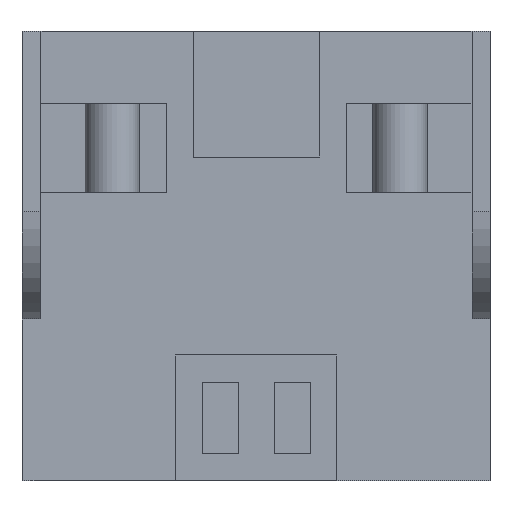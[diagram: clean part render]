
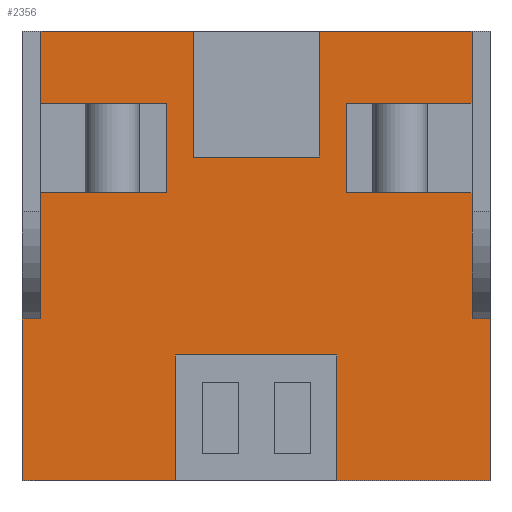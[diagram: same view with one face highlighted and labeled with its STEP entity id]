
A CAD part, front view. The second image highlights one B-rep face of the part: STEP entity #2356.
In plain terms, the highlighted planar face has unit normal (0, -1, 0).
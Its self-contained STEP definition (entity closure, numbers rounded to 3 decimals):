
#200=FACE_OUTER_BOUND($,#334,.T.);
#334=EDGE_LOOP($,(#2055,#2056,#2057,#2058,#2059,#2060,#2061,#2062,#2063,
#2064,#2065,#2066,#2067,#2068,#2069,#2070,#2071,#2072,#2073,#2074,#2075,
#2076,#2077,#2078));
#357=LINE($,#3133,#663);
#369=LINE($,#3166,#675);
#371=LINE($,#3173,#677);
#375=LINE($,#3186,#681);
#381=LINE($,#3200,#687);
#385=LINE($,#3207,#691);
#391=LINE($,#3218,#697);
#394=LINE($,#3225,#700);
#409=LINE($,#3254,#715);
#550=LINE($,#3583,#856);
#559=LINE($,#3602,#865);
#568=LINE($,#3619,#874);
#608=LINE($,#3702,#914);
#613=LINE($,#3711,#919);
#614=LINE($,#3715,#920);
#618=LINE($,#3723,#924);
#623=LINE($,#3733,#929);
#625=LINE($,#3736,#931);
#626=LINE($,#3738,#932);
#627=LINE($,#3740,#933);
#628=LINE($,#3742,#934);
#629=LINE($,#3743,#935);
#630=LINE($,#3744,#936);
#631=LINE($,#3745,#937);
#663=VECTOR($,#2529,7.);
#675=VECTOR($,#2553,7.);
#677=VECTOR($,#2559,7.);
#681=VECTOR($,#2569,7.);
#687=VECTOR($,#2583,5.);
#691=VECTOR($,#2589,5.);
#697=VECTOR($,#2599,7.);
#700=VECTOR($,#2604,4.);
#715=VECTOR($,#2623,7.);
#856=VECTOR($,#2920,7.);
#865=VECTOR($,#2937,7.);
#874=VECTOR($,#2954,8.5);
#914=VECTOR($,#3024,9.);
#919=VECTOR($,#3031,8.5);
#920=VECTOR($,#3034,7.);
#924=VECTOR($,#3040,9.);
#929=VECTOR($,#3049,7.);
#931=VECTOR($,#3053,4.);
#932=VECTOR($,#3054,7.);
#933=VECTOR($,#3055,1.);
#934=VECTOR($,#3056,9.);
#935=VECTOR($,#3057,8.5);
#936=VECTOR($,#3058,8.5);
#937=VECTOR($,#3059,1.);
#969=VERTEX_POINT($,#3130);
#970=VERTEX_POINT($,#3132);
#984=VERTEX_POINT($,#3163);
#985=VERTEX_POINT($,#3165);
#987=VERTEX_POINT($,#3171);
#988=VERTEX_POINT($,#3172);
#993=VERTEX_POINT($,#3184);
#994=VERTEX_POINT($,#3185);
#1003=VERTEX_POINT($,#3217);
#1006=VERTEX_POINT($,#3223);
#1017=VERTEX_POINT($,#3251);
#1018=VERTEX_POINT($,#3253);
#1128=VERTEX_POINT($,#3581);
#1134=VERTEX_POINT($,#3601);
#1165=VERTEX_POINT($,#3699);
#1166=VERTEX_POINT($,#3701);
#1169=VERTEX_POINT($,#3709);
#1170=VERTEX_POINT($,#3713);
#1171=VERTEX_POINT($,#3714);
#1174=VERTEX_POINT($,#3722);
#1177=VERTEX_POINT($,#3732);
#1178=VERTEX_POINT($,#3737);
#1179=VERTEX_POINT($,#3739);
#1180=VERTEX_POINT($,#3741);
#1189=EDGE_CURVE($,#970,#969,#357,.T.);
#1204=EDGE_CURVE($,#985,#984,#369,.T.);
#1207=EDGE_CURVE($,#987,#988,#371,.T.);
#1213=EDGE_CURVE($,#993,#994,#375,.T.);
#1221=EDGE_CURVE($,#994,#985,#381,.T.);
#1225=EDGE_CURVE($,#969,#987,#385,.T.);
#1231=EDGE_CURVE($,#993,#1003,#391,.T.);
#1235=EDGE_CURVE($,#1006,#984,#394,.T.);
#1250=EDGE_CURVE($,#1018,#1017,#409,.T.);
#1411=EDGE_CURVE($,#1017,#1128,#550,.T.);
#1420=EDGE_CURVE($,#1134,#1018,#559,.T.);
#1429=EDGE_CURVE($,#1006,#1134,#568,.T.);
#1470=EDGE_CURVE($,#1165,#1166,#608,.T.);
#1475=EDGE_CURVE($,#1128,#1169,#613,.T.);
#1476=EDGE_CURVE($,#1170,#1171,#614,.T.);
#1480=EDGE_CURVE($,#1171,#1174,#618,.T.);
#1485=EDGE_CURVE($,#1174,#1177,#623,.T.);
#1487=EDGE_CURVE($,#1169,#970,#625,.T.);
#1488=EDGE_CURVE($,#988,#1178,#626,.T.);
#1489=EDGE_CURVE($,#1179,#1178,#627,.T.);
#1490=EDGE_CURVE($,#1179,#1180,#628,.T.);
#1491=EDGE_CURVE($,#1180,#1170,#629,.T.);
#1492=EDGE_CURVE($,#1177,#1166,#630,.T.);
#1493=EDGE_CURVE($,#1165,#1003,#631,.T.);
#2055=ORIENTED_EDGE($,*,*,#1204,.T.);
#2056=ORIENTED_EDGE($,*,*,#1235,.F.);
#2057=ORIENTED_EDGE($,*,*,#1429,.T.);
#2058=ORIENTED_EDGE($,*,*,#1420,.T.);
#2059=ORIENTED_EDGE($,*,*,#1250,.T.);
#2060=ORIENTED_EDGE($,*,*,#1411,.T.);
#2061=ORIENTED_EDGE($,*,*,#1475,.T.);
#2062=ORIENTED_EDGE($,*,*,#1487,.T.);
#2063=ORIENTED_EDGE($,*,*,#1189,.T.);
#2064=ORIENTED_EDGE($,*,*,#1225,.T.);
#2065=ORIENTED_EDGE($,*,*,#1207,.T.);
#2066=ORIENTED_EDGE($,*,*,#1488,.T.);
#2067=ORIENTED_EDGE($,*,*,#1489,.F.);
#2068=ORIENTED_EDGE($,*,*,#1490,.T.);
#2069=ORIENTED_EDGE($,*,*,#1491,.T.);
#2070=ORIENTED_EDGE($,*,*,#1476,.T.);
#2071=ORIENTED_EDGE($,*,*,#1480,.T.);
#2072=ORIENTED_EDGE($,*,*,#1485,.T.);
#2073=ORIENTED_EDGE($,*,*,#1492,.T.);
#2074=ORIENTED_EDGE($,*,*,#1470,.F.);
#2075=ORIENTED_EDGE($,*,*,#1493,.T.);
#2076=ORIENTED_EDGE($,*,*,#1231,.F.);
#2077=ORIENTED_EDGE($,*,*,#1213,.T.);
#2078=ORIENTED_EDGE($,*,*,#1221,.T.);
#2247=PLANE($,#2504);
#2356=ADVANCED_FACE($,(#200),#2247,.T.);
#2504=AXIS2_PLACEMENT_3D($,#3735,#3051,#3052);
#2529=DIRECTION($,(1.,0.,0.));
#2553=DIRECTION($,(1.,0.,0.));
#2559=DIRECTION($,(-1.,0.,0.));
#2569=DIRECTION($,(-1.,0.,0.));
#2583=DIRECTION($,(0.,0.,1.));
#2589=DIRECTION($,(0.,0.,-1.));
#2599=DIRECTION($,(0.,0.,-1.));
#2604=DIRECTION($,(0.,0.,-1.));
#2623=DIRECTION($,(-1.,0.,0.));
#2920=DIRECTION($,(0.,0.,1.));
#2937=DIRECTION($,(0.,0.,-1.));
#2954=DIRECTION($,(-1.,0.,0.));
#3024=DIRECTION($,(0.,0.,-1.));
#3031=DIRECTION($,(-1.,0.,0.));
#3034=DIRECTION($,(0.,0.,1.));
#3040=DIRECTION($,(1.,0.,0.));
#3049=DIRECTION($,(0.,0.,-1.));
#3051=DIRECTION('center_axis',(0.,-1.,0.));
#3052=DIRECTION('ref_axis',(0.,0.,-1.));
#3053=DIRECTION($,(0.,0.,-1.));
#3054=DIRECTION($,(0.,0.,-1.));
#3055=DIRECTION($,(1.,0.,0.));
#3056=DIRECTION($,(0.,0.,-1.));
#3057=DIRECTION($,(1.,0.,0.));
#3058=DIRECTION($,(1.,0.,0.));
#3059=DIRECTION($,(-1.,0.,0.));
#3130=CARTESIAN_POINT('',(8.,-15.,21.));
#3132=CARTESIAN_POINT('',(1.,-15.,21.));
#3133=CARTESIAN_POINT($,(8.75,-15.,21.));
#3163=CARTESIAN_POINT('',(25.,-15.,21.));
#3165=CARTESIAN_POINT('',(18.,-15.,21.));
#3166=CARTESIAN_POINT($,(17.25,-15.,21.));
#3171=CARTESIAN_POINT('',(8.,-15.,16.));
#3172=CARTESIAN_POINT('',(1.,-15.,16.));
#3173=CARTESIAN_POINT($,(8.75,-15.,16.));
#3184=CARTESIAN_POINT('',(25.,-15.,16.));
#3185=CARTESIAN_POINT('',(18.,-15.,16.));
#3186=CARTESIAN_POINT($,(17.25,-15.,16.));
#3200=CARTESIAN_POINT($,(18.,-15.,15.5));
#3207=CARTESIAN_POINT($,(8.,-15.,15.5));
#3217=CARTESIAN_POINT('',(25.,-15.,9.));
#3218=CARTESIAN_POINT($,(25.,-15.,25.));
#3223=CARTESIAN_POINT('',(25.,-15.,25.));
#3225=CARTESIAN_POINT($,(25.,-15.,25.));
#3251=CARTESIAN_POINT('',(9.5,-15.,18.));
#3253=CARTESIAN_POINT('',(16.5,-15.,18.));
#3254=CARTESIAN_POINT($,(13.,-15.,18.));
#3581=CARTESIAN_POINT('',(9.5,-15.,25.));
#3583=CARTESIAN_POINT($,(9.5,-15.,21.479));
#3601=CARTESIAN_POINT('',(16.5,-15.,25.));
#3602=CARTESIAN_POINT($,(16.5,-15.,21.479));
#3619=CARTESIAN_POINT($,(13.,-15.,25.));
#3699=CARTESIAN_POINT('',(26.,-15.,9.));
#3701=CARTESIAN_POINT('',(26.,-15.,0.));
#3702=CARTESIAN_POINT($,(26.,-15.,12.5));
#3709=CARTESIAN_POINT('',(1.,-15.,25.));
#3711=CARTESIAN_POINT($,(13.,-15.,25.));
#3713=CARTESIAN_POINT('',(8.5,-15.,0.));
#3714=CARTESIAN_POINT('',(8.5,-15.,7.));
#3715=CARTESIAN_POINT($,(8.5,-15.,8.));
#3722=CARTESIAN_POINT('',(17.5,-15.,7.));
#3723=CARTESIAN_POINT($,(13.,-15.,7.));
#3732=CARTESIAN_POINT('',(17.5,-15.,0.));
#3733=CARTESIAN_POINT($,(17.5,-15.,8.));
#3735=CARTESIAN_POINT('Origin',(13.,-15.,12.5));
#3736=CARTESIAN_POINT($,(1.,-15.,25.));
#3737=CARTESIAN_POINT('',(1.,-15.,9.));
#3738=CARTESIAN_POINT($,(1.,-15.,25.));
#3739=CARTESIAN_POINT('',(0.,-15.,9.));
#3740=CARTESIAN_POINT($,(0.,-15.,9.));
#3741=CARTESIAN_POINT('',(0.,-15.,0.));
#3742=CARTESIAN_POINT($,(0.,-15.,12.5));
#3743=CARTESIAN_POINT($,(13.,-15.,0.));
#3744=CARTESIAN_POINT($,(13.,-15.,0.));
#3745=CARTESIAN_POINT($,(26.,-15.,9.));
